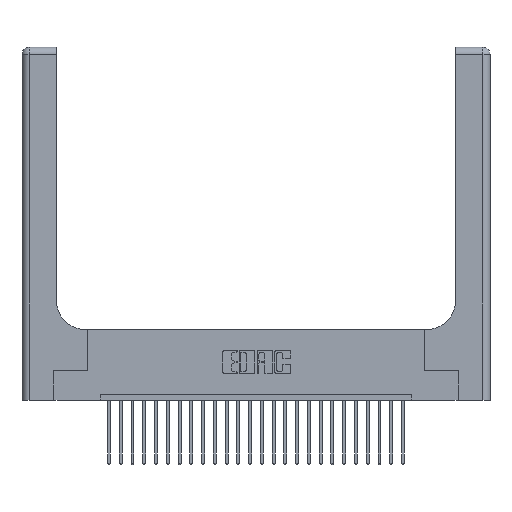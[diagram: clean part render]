
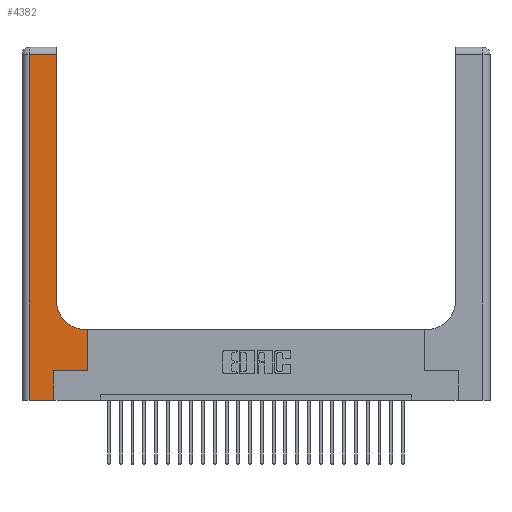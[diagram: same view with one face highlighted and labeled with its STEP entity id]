
A CAD part, top view. The second image highlights one B-rep face of the part: STEP entity #4382.
In plain terms, the highlighted planar face has unit normal (0, 0, 1).
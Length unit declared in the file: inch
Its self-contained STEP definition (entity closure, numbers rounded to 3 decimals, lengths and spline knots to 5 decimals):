
#747 = DIRECTION ( 'NONE',  ( 1., 0., 0. ) ) ;
#1191 = LINE ( 'NONE', #10670, #21992 ) ;
#1381 = CARTESIAN_POINT ( 'NONE',  ( 0.269, 0.25, 0.37 ) ) ;
#1426 = ORIENTED_EDGE ( 'NONE', *, *, #11616, .T. ) ;
#1710 = PLANE ( 'NONE',  #20130 ) ;
#1945 = CARTESIAN_POINT ( 'NONE',  ( 0.2915, 2.94, 0.37 ) ) ;
#2253 = CARTESIAN_POINT ( 'NONE',  ( 0.5585, 0.25, 0.37 ) ) ;
#2392 = CARTESIAN_POINT ( 'NONE',  ( 0.2915, 0.85, 0.37 ) ) ;
#2515 = EDGE_LOOP ( 'NONE', ( #3055, #11534, #3693, #16577, #5412, #10664, #6435, #16453, #1426 ) ) ;
#2731 = VECTOR ( 'NONE', #10531, 39.37008 ) ;
#2908 = EDGE_CURVE ( 'NONE', #18522, #17435, #16934, .T. ) ;
#3055 = ORIENTED_EDGE ( 'NONE', *, *, #11060, .T. ) ;
#3130 = VECTOR ( 'NONE', #23591, 39.37008 ) ;
#3693 = ORIENTED_EDGE ( 'NONE', *, *, #17272, .T. ) ;
#4382 = ADVANCED_FACE ( 'NONE', ( #19108 ), #1710, .F. ) ;
#4392 = CARTESIAN_POINT ( 'NONE',  ( 0.06, 3., 0.37 ) ) ;
#4625 = LINE ( 'NONE', #16247, #11500 ) ;
#4949 = DIRECTION ( 'NONE',  ( 0., 1., 0. ) ) ;
#5412 = ORIENTED_EDGE ( 'NONE', *, *, #9626, .T. ) ;
#5880 = EDGE_CURVE ( 'NONE', #13558, #18522, #1191, .T. ) ;
#6003 = DIRECTION ( 'NONE',  ( 0., 0., -1. ) ) ;
#6202 = VECTOR ( 'NONE', #24818, 39.37008 ) ;
#6435 = ORIENTED_EDGE ( 'NONE', *, *, #2908, .T. ) ;
#6590 = DIRECTION ( 'NONE',  ( 1., 0., 0. ) ) ;
#6949 = DIRECTION ( 'NONE',  ( 0., 0., -1. ) ) ;
#7293 = CARTESIAN_POINT ( 'NONE',  ( 0.06, 0., 0.37 ) ) ;
#7578 = VECTOR ( 'NONE', #12875, 39.37008 ) ;
#9006 = LINE ( 'NONE', #21699, #20975 ) ;
#9281 = CIRCLE ( 'NONE', #22064, 0.25 ) ;
#9532 = VERTEX_POINT ( 'NONE', #11427 ) ;
#9626 = EDGE_CURVE ( 'NONE', #20644, #13558, #11324, .T. ) ;
#10112 = DIRECTION ( 'NONE',  ( -1., 0., 0. ) ) ;
#10531 = DIRECTION ( 'NONE',  ( 1., 0., 0. ) ) ;
#10664 = ORIENTED_EDGE ( 'NONE', *, *, #5880, .T. ) ;
#10670 = CARTESIAN_POINT ( 'NONE',  ( 0.269, 0.25, 0.37 ) ) ;
#10831 = EDGE_CURVE ( 'NONE', #12260, #20644, #17748, .T. ) ;
#11060 = EDGE_CURVE ( 'NONE', #23040, #13096, #9006, .T. ) ;
#11125 = CARTESIAN_POINT ( 'NONE',  ( 0.5415, 0.85, 0.37 ) ) ;
#11324 = LINE ( 'NONE', #25599, #3130 ) ;
#11427 = CARTESIAN_POINT ( 'NONE',  ( 0.06, 2.94, 0.37 ) ) ;
#11500 = VECTOR ( 'NONE', #22422, 39.37008 ) ;
#11534 = ORIENTED_EDGE ( 'NONE', *, *, #21253, .T. ) ;
#11616 = EDGE_CURVE ( 'NONE', #21669, #23040, #9281, .T. ) ;
#12018 = CARTESIAN_POINT ( 'NONE',  ( 0., 3., 0.37 ) ) ;
#12260 = VERTEX_POINT ( 'NONE', #7293 ) ;
#12875 = DIRECTION ( 'NONE',  ( 0., -1., 0. ) ) ;
#13096 = VERTEX_POINT ( 'NONE', #1945 ) ;
#13558 = VERTEX_POINT ( 'NONE', #1381 ) ;
#16247 = CARTESIAN_POINT ( 'NONE',  ( 0.2915, 0.6, 0.37 ) ) ;
#16359 = CARTESIAN_POINT ( 'NONE',  ( 0.5415, 0.6, 0.37 ) ) ;
#16453 = ORIENTED_EDGE ( 'NONE', *, *, #26407, .T. ) ;
#16577 = ORIENTED_EDGE ( 'NONE', *, *, #10831, .T. ) ;
#16934 = LINE ( 'NONE', #2253, #6202 ) ;
#16987 = CARTESIAN_POINT ( 'NONE',  ( 0., 0., 0.37 ) ) ;
#17272 = EDGE_CURVE ( 'NONE', #9532, #12260, #18629, .T. ) ;
#17327 = CARTESIAN_POINT ( 'NONE',  ( 0.5585, 0.6, 0.37 ) ) ;
#17435 = VERTEX_POINT ( 'NONE', #17327 ) ;
#17748 = LINE ( 'NONE', #16987, #2731 ) ;
#17938 = LINE ( 'NONE', #20477, #24108 ) ;
#18522 = VERTEX_POINT ( 'NONE', #23526 ) ;
#18629 = LINE ( 'NONE', #4392, #7578 ) ;
#19108 = FACE_OUTER_BOUND ( 'NONE', #2515, .T. ) ;
#20130 = AXIS2_PLACEMENT_3D ( 'NONE', #12018, #6003, #26439 ) ;
#20477 = CARTESIAN_POINT ( 'NONE',  ( 0., 2.94, 0.37 ) ) ;
#20644 = VERTEX_POINT ( 'NONE', #21045 ) ;
#20975 = VECTOR ( 'NONE', #4949, 39.37008 ) ;
#21045 = CARTESIAN_POINT ( 'NONE',  ( 0.269, 0., 0.37 ) ) ;
#21253 = EDGE_CURVE ( 'NONE', #13096, #9532, #17938, .T. ) ;
#21669 = VERTEX_POINT ( 'NONE', #16359 ) ;
#21699 = CARTESIAN_POINT ( 'NONE',  ( 0.2915, 3., 0.37 ) ) ;
#21992 = VECTOR ( 'NONE', #6590, 39.37008 ) ;
#22064 = AXIS2_PLACEMENT_3D ( 'NONE', #11125, #6949, #747 ) ;
#22422 = DIRECTION ( 'NONE',  ( -1., 0., 0. ) ) ;
#23040 = VERTEX_POINT ( 'NONE', #2392 ) ;
#23526 = CARTESIAN_POINT ( 'NONE',  ( 0.5585, 0.25, 0.37 ) ) ;
#23591 = DIRECTION ( 'NONE',  ( 0., 1., 0. ) ) ;
#24108 = VECTOR ( 'NONE', #10112, 39.37008 ) ;
#24818 = DIRECTION ( 'NONE',  ( 0., 1., 0. ) ) ;
#25599 = CARTESIAN_POINT ( 'NONE',  ( 0.269, 0., 0.37 ) ) ;
#26407 = EDGE_CURVE ( 'NONE', #17435, #21669, #4625, .T. ) ;
#26439 = DIRECTION ( 'NONE',  ( -1., 0., 0. ) ) ;
